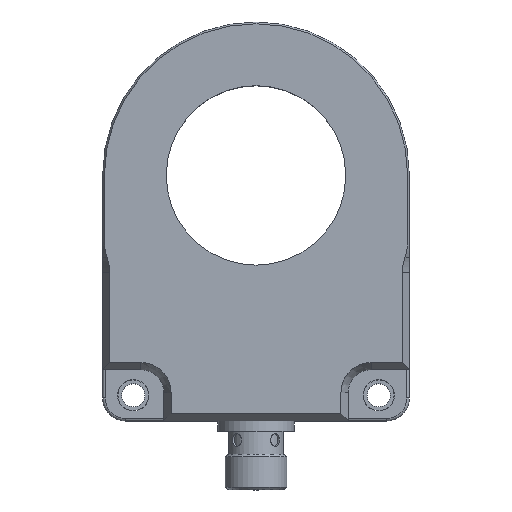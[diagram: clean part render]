
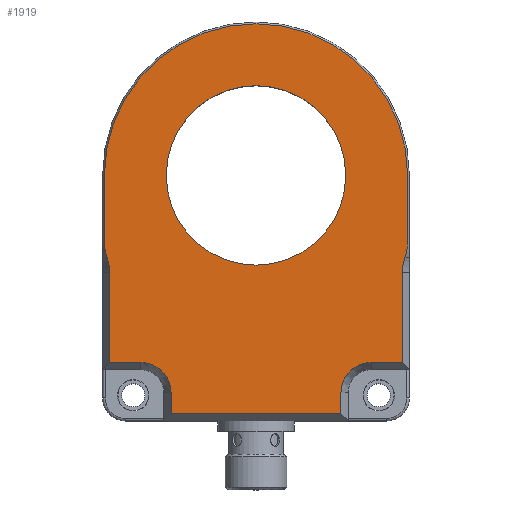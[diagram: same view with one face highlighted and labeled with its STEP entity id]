
A CAD part, top view. The second image highlights one B-rep face of the part: STEP entity #1919.
In plain terms, the highlighted planar face has unit normal (0, 0, 1).
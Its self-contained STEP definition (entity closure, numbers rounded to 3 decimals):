
#29=ELLIPSE('',#2111,11.807,10.225);
#30=ELLIPSE('',#2112,11.807,10.225);
#31=ELLIPSE('',#2114,11.807,10.225);
#32=ELLIPSE('',#2115,11.807,10.225);
#45=FACE_BOUND('',#313,.T.);
#86=PLANE('',#2110);
#187=FACE_OUTER_BOUND('',#312,.T.);
#312=EDGE_LOOP('',(#1384,#1385,#1386,#1387,#1388,#1389,#1390,#1391,#1392,
#1393,#1394,#1395,#1396,#1397,#1398,#1399));
#313=EDGE_LOOP('',(#1400));
#461=LINE('',#3073,#587);
#467=LINE('',#3087,#593);
#468=LINE('',#3090,#594);
#470=LINE('',#3094,#596);
#471=LINE('',#3100,#597);
#472=LINE('',#3104,#598);
#473=LINE('',#3110,#599);
#474=LINE('',#3112,#600);
#475=LINE('',#3115,#601);
#587=VECTOR('',#2471,10.);
#593=VECTOR('',#2485,10.);
#594=VECTOR('',#2488,10.);
#596=VECTOR('',#2492,10.);
#597=VECTOR('',#2497,10.);
#598=VECTOR('',#2500,10.);
#599=VECTOR('',#2505,10.);
#600=VECTOR('',#2506,10.);
#601=VECTOR('',#2509,10.);
#662=CIRCLE('',#2019,17.55);
#710=CIRCLE('',#2107,5.886);
#711=CIRCLE('',#2113,29.654);
#712=CIRCLE('',#2116,5.886);
#767=VERTEX_POINT('',#2821);
#839=VERTEX_POINT('',#3070);
#840=VERTEX_POINT('',#3072);
#842=VERTEX_POINT('',#3078);
#844=VERTEX_POINT('',#3084);
#845=VERTEX_POINT('',#3089);
#846=VERTEX_POINT('',#3093);
#847=VERTEX_POINT('',#3095);
#848=VERTEX_POINT('',#3097);
#849=VERTEX_POINT('',#3099);
#850=VERTEX_POINT('',#3101);
#851=VERTEX_POINT('',#3103);
#852=VERTEX_POINT('',#3105);
#853=VERTEX_POINT('',#3107);
#854=VERTEX_POINT('',#3109);
#855=VERTEX_POINT('',#3111);
#856=VERTEX_POINT('',#3113);
#935=EDGE_CURVE('',#767,#767,#662,.T.);
#1039=EDGE_CURVE('',#839,#840,#461,.T.);
#1044=EDGE_CURVE('',#840,#842,#710,.T.);
#1047=EDGE_CURVE('',#842,#844,#467,.T.);
#1048=EDGE_CURVE('',#844,#845,#468,.T.);
#1050=EDGE_CURVE('',#839,#846,#470,.T.);
#1051=EDGE_CURVE('',#846,#847,#29,.T.);
#1052=EDGE_CURVE('',#848,#847,#30,.T.);
#1053=EDGE_CURVE('',#849,#848,#471,.T.);
#1054=EDGE_CURVE('',#850,#849,#711,.T.);
#1055=EDGE_CURVE('',#851,#850,#472,.T.);
#1056=EDGE_CURVE('',#852,#851,#31,.T.);
#1057=EDGE_CURVE('',#852,#853,#32,.T.);
#1058=EDGE_CURVE('',#853,#854,#473,.T.);
#1059=EDGE_CURVE('',#855,#854,#474,.T.);
#1060=EDGE_CURVE('',#856,#855,#712,.T.);
#1061=EDGE_CURVE('',#845,#856,#475,.T.);
#1384=ORIENTED_EDGE('',*,*,#1047,.F.);
#1385=ORIENTED_EDGE('',*,*,#1044,.F.);
#1386=ORIENTED_EDGE('',*,*,#1039,.F.);
#1387=ORIENTED_EDGE('',*,*,#1050,.T.);
#1388=ORIENTED_EDGE('',*,*,#1051,.T.);
#1389=ORIENTED_EDGE('',*,*,#1052,.F.);
#1390=ORIENTED_EDGE('',*,*,#1053,.F.);
#1391=ORIENTED_EDGE('',*,*,#1054,.F.);
#1392=ORIENTED_EDGE('',*,*,#1055,.F.);
#1393=ORIENTED_EDGE('',*,*,#1056,.F.);
#1394=ORIENTED_EDGE('',*,*,#1057,.T.);
#1395=ORIENTED_EDGE('',*,*,#1058,.T.);
#1396=ORIENTED_EDGE('',*,*,#1059,.F.);
#1397=ORIENTED_EDGE('',*,*,#1060,.F.);
#1398=ORIENTED_EDGE('',*,*,#1061,.F.);
#1399=ORIENTED_EDGE('',*,*,#1048,.F.);
#1400=ORIENTED_EDGE('',*,*,#935,.T.);
#1919=ADVANCED_FACE('',(#187,#45),#86,.T.);
#2019=AXIS2_PLACEMENT_3D('',#2823,#2248,#2249);
#2107=AXIS2_PLACEMENT_3D('',#3082,#2479,#2480);
#2110=AXIS2_PLACEMENT_3D('',#3092,#2490,#2491);
#2111=AXIS2_PLACEMENT_3D('',#3096,#2493,#2494);
#2112=AXIS2_PLACEMENT_3D('',#3098,#2495,#2496);
#2113=AXIS2_PLACEMENT_3D('',#3102,#2498,#2499);
#2114=AXIS2_PLACEMENT_3D('',#3106,#2501,#2502);
#2115=AXIS2_PLACEMENT_3D('',#3108,#2503,#2504);
#2116=AXIS2_PLACEMENT_3D('',#3114,#2507,#2508);
#2248=DIRECTION('center_axis',(0.,0.,-1.));
#2249=DIRECTION('ref_axis',(-1.,0.,0.));
#2471=DIRECTION('',(-1.,0.,0.));
#2479=DIRECTION('center_axis',(0.,0.,1.));
#2480=DIRECTION('ref_axis',(-0.707,0.707,0.));
#2485=DIRECTION('',(0.,-1.,0.));
#2488=DIRECTION('',(-1.,0.,0.));
#2490=DIRECTION('center_axis',(0.,0.,1.));
#2491=DIRECTION('ref_axis',(1.,0.,0.));
#2492=DIRECTION('',(0.,1.,0.));
#2493=DIRECTION('center_axis',(0.,0.,-1.));
#2494=DIRECTION('ref_axis',(-1.,0.,0.));
#2495=DIRECTION('center_axis',(0.,0.,
-1.));
#2496=DIRECTION('ref_axis',(1.,0.,0.));
#2497=DIRECTION('',(0.,-1.,0.));
#2498=DIRECTION('center_axis',(0.,0.,-1.));
#2499=DIRECTION('ref_axis',(1.,0.,0.));
#2500=DIRECTION('',(0.,1.,0.));
#2501=DIRECTION('center_axis',(0.,0.,
-1.));
#2502=DIRECTION('ref_axis',(-1.,0.,0.));
#2503=DIRECTION('center_axis',(0.,0.,-1.));
#2504=DIRECTION('ref_axis',(1.,0.,0.));
#2505=DIRECTION('',(0.,-1.,0.));
#2506=DIRECTION('',(-1.,0.,0.));
#2507=DIRECTION('center_axis',(0.,0.,1.));
#2508=DIRECTION('ref_axis',(0.707,0.707,0.));
#2509=DIRECTION('',(0.,1.,0.));
#2821=CARTESIAN_POINT('',(17.55,48.,20.));
#2823=CARTESIAN_POINT('Origin',(0.,48.,20.));
#3070=CARTESIAN_POINT('',(28.614,11.386,20.));
#3072=CARTESIAN_POINT('',(22.5,11.386,20.));
#3073=CARTESIAN_POINT('',(9.,11.386,20.));
#3078=CARTESIAN_POINT('',(16.614,5.5,20.));
#3082=CARTESIAN_POINT('Origin',(22.5,5.5,20.));
#3084=CARTESIAN_POINT('',(16.614,1.386,20.));
#3087=CARTESIAN_POINT('',(16.614,19.5,20.));
#3089=CARTESIAN_POINT('',(-16.614,1.386,20.));
#3090=CARTESIAN_POINT('',(-15.,1.386,20.));
#3092=CARTESIAN_POINT('Origin',(0.,39.,20.));
#3093=CARTESIAN_POINT('',(28.614,29.,20.));
#3094=CARTESIAN_POINT('',(28.614,24.5,20.));
#3095=CARTESIAN_POINT('',(29.134,32.,20.));
#3096=CARTESIAN_POINT('Origin',(40.421,29.,20.));
#3097=CARTESIAN_POINT('',(29.654,35.,20.));
#3098=CARTESIAN_POINT('Origin',(17.847,35.,20.));
#3099=CARTESIAN_POINT('',(29.654,48.,20.));
#3100=CARTESIAN_POINT('',(29.654,19.5,20.));
#3101=CARTESIAN_POINT('',(-29.654,48.,20.));
#3102=CARTESIAN_POINT('Origin',(0.,48.,20.));
#3103=CARTESIAN_POINT('',(-29.654,35.,20.));
#3104=CARTESIAN_POINT('',(-29.654,43.5,20.));
#3105=CARTESIAN_POINT('',(-29.134,32.,20.));
#3106=CARTESIAN_POINT('Origin',(-17.847,35.,20.));
#3107=CARTESIAN_POINT('',(-28.614,29.,20.));
#3108=CARTESIAN_POINT('Origin',(-40.421,29.,20.));
#3109=CARTESIAN_POINT('',(-28.614,11.386,20.));
#3110=CARTESIAN_POINT('',(-28.614,24.5,20.));
#3111=CARTESIAN_POINT('',(-22.5,11.386,20.));
#3112=CARTESIAN_POINT('',(-15.,11.386,20.));
#3113=CARTESIAN_POINT('',(-16.614,5.5,20.));
#3114=CARTESIAN_POINT('Origin',(-22.5,5.5,20.));
#3115=CARTESIAN_POINT('',(-16.614,24.5,20.));
